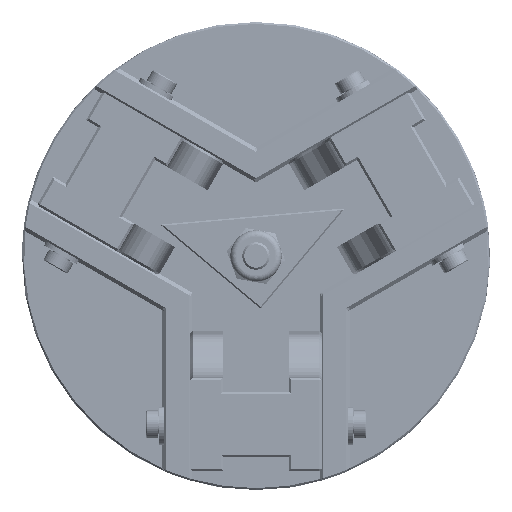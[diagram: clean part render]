
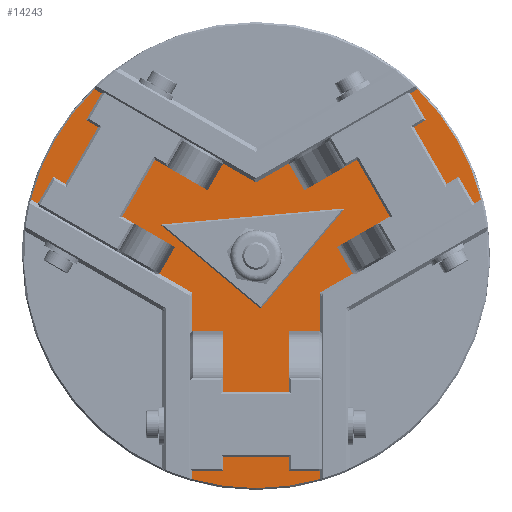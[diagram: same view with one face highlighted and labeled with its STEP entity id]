
A CAD part, front view. The second image highlights one B-rep face of the part: STEP entity #14243.
In plain terms, the highlighted planar face has unit normal (0, -1, 0).
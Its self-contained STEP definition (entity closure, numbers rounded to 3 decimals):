
#460=PLANE('',#15302);
#1138=FACE_OUTER_BOUND('',#2015,.T.);
#2015=EDGE_LOOP('',(#11673,#11674,#11675,#11676,#11677,#11678,#11679,#11680,
#11681));
#2461=CIRCLE('',#15244,24.8);
#2463=CIRCLE('',#15263,24.8);
#2465=CIRCLE('',#15273,24.8);
#4082=LINE('',#44028,#4960);
#4115=LINE('',#44121,#4993);
#4122=LINE('',#44146,#5000);
#4123=LINE('',#44150,#5001);
#4125=LINE('',#44156,#5003);
#4130=LINE('',#44174,#5008);
#4960=VECTOR('',#17426,10.);
#4993=VECTOR('',#17513,10.);
#5000=VECTOR('',#17532,10.);
#5001=VECTOR('',#17539,10.);
#5003=VECTOR('',#17549,10.);
#5008=VECTOR('',#17580,10.);
#6206=VERTEX_POINT('',#43967);
#6212=VERTEX_POINT('',#44005);
#6214=VERTEX_POINT('',#44020);
#6220=VERTEX_POINT('',#44068);
#6221=VERTEX_POINT('',#44076);
#6225=VERTEX_POINT('',#44109);
#6226=VERTEX_POINT('',#44115);
#6228=VERTEX_POINT('',#44130);
#6229=VERTEX_POINT('',#44138);
#8040=EDGE_CURVE('',#6206,#6214,#4082,.T.);
#8065=EDGE_CURVE('',#6214,#6221,#2461,.T.);
#8083=EDGE_CURVE('',#6221,#6226,#4115,.T.);
#8093=EDGE_CURVE('',#6226,#6229,#4122,.T.);
#8094=EDGE_CURVE('',#6229,#6228,#2463,.T.);
#8095=EDGE_CURVE('',#6228,#6225,#4123,.T.);
#8098=EDGE_CURVE('',#6225,#6220,#4125,.T.);
#8101=EDGE_CURVE('',#6220,#6212,#2465,.T.);
#8106=EDGE_CURVE('',#6212,#6206,#4130,.T.);
#11673=ORIENTED_EDGE('',*,*,#8040,.F.);
#11674=ORIENTED_EDGE('',*,*,#8106,.F.);
#11675=ORIENTED_EDGE('',*,*,#8101,.F.);
#11676=ORIENTED_EDGE('',*,*,#8098,.F.);
#11677=ORIENTED_EDGE('',*,*,#8095,.F.);
#11678=ORIENTED_EDGE('',*,*,#8094,.F.);
#11679=ORIENTED_EDGE('',*,*,#8093,.F.);
#11680=ORIENTED_EDGE('',*,*,#8083,.F.);
#11681=ORIENTED_EDGE('',*,*,#8065,.F.);
#14243=ADVANCED_FACE('',(#1138),#460,.T.);
#15244=AXIS2_PLACEMENT_3D('',#44084,#17475,#17476);
#15263=AXIS2_PLACEMENT_3D('',#44148,#17535,#17536);
#15273=AXIS2_PLACEMENT_3D('',#44163,#17560,#17561);
#15302=AXIS2_PLACEMENT_3D('',#44205,#17631,#17632);
#17426=DIRECTION('',(0.,0.,-1.));
#17475=DIRECTION('center_axis',(0.,1.,0.));
#17476=DIRECTION('ref_axis',(1.,0.,0.));
#17513=DIRECTION('',(0.,0.,1.));
#17532=DIRECTION('',(-0.866,0.,0.5));
#17535=DIRECTION('center_axis',(0.,1.,0.));
#17536=DIRECTION('ref_axis',(-1.,0.,0.));
#17539=DIRECTION('',(0.866,0.,-0.5));
#17549=DIRECTION('',(0.866,0.,0.5));
#17560=DIRECTION('center_axis',(0.,1.,0.));
#17561=DIRECTION('ref_axis',(1.,0.,0.));
#17580=DIRECTION('',(-0.866,0.,-0.5));
#17631=DIRECTION('center_axis',(0.,-1.,0.));
#17632=DIRECTION('ref_axis',(1.,0.,0.));
#43967=CARTESIAN_POINT('',(6.8,8.,-3.926));
#44005=CARTESIAN_POINT('',(24.054,8.,6.036));
#44020=CARTESIAN_POINT('',(6.8,8.,-23.85));
#44028=CARTESIAN_POINT('',(6.8,8.,-2.021));
#44068=CARTESIAN_POINT('',(17.254,8.,17.814));
#44076=CARTESIAN_POINT('',(-6.8,8.,-23.85));
#44084=CARTESIAN_POINT('Origin',(0.,8.,0.));
#44109=CARTESIAN_POINT('',(0.,8.,7.852));
#44115=CARTESIAN_POINT('',(-6.8,8.,-3.926));
#44121=CARTESIAN_POINT('',(-6.8,8.,-12.));
#44130=CARTESIAN_POINT('',(-17.254,8.,17.814));
#44138=CARTESIAN_POINT('',(-24.054,8.,6.036));
#44146=CARTESIAN_POINT('',(-5.15,8.,-4.879));
#44148=CARTESIAN_POINT('Origin',(0.,8.,0.));
#44150=CARTESIAN_POINT('',(-6.992,8.,11.889));
#44156=CARTESIAN_POINT('',(-1.65,8.,6.899));
#44163=CARTESIAN_POINT('Origin',(0.,8.,0.));
#44174=CARTESIAN_POINT('',(13.792,8.,0.111));
#44205=CARTESIAN_POINT('Origin',(0.,8.,0.));
